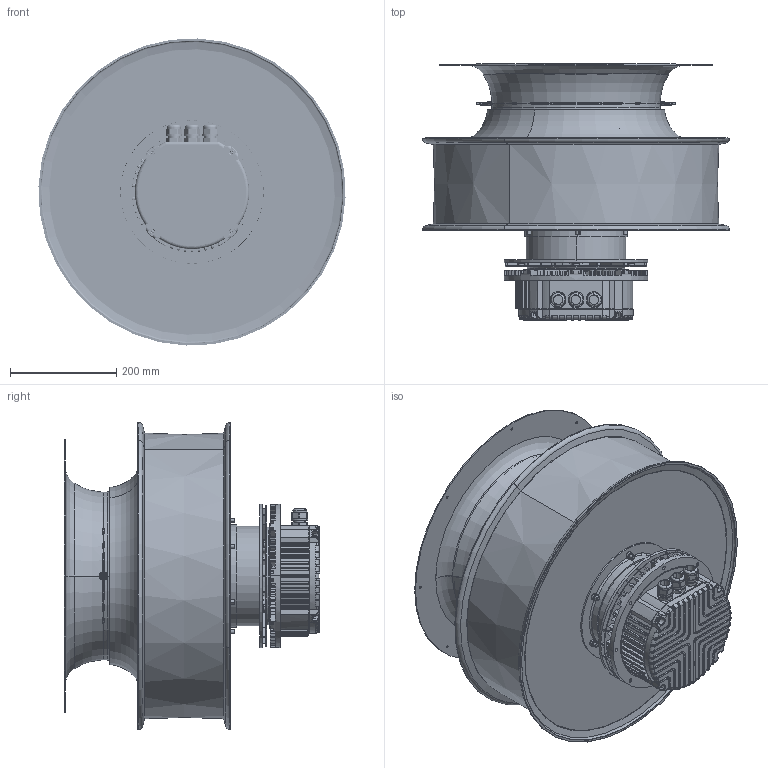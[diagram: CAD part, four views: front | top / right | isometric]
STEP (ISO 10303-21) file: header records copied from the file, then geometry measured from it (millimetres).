
FILE_DESCRIPTION((''),'2;1');
FILE_NAME('1194461_ASM','2023-07-31T14:07:22',('mkulawiak'),(''),'CREO PARAMETRIC BY PTC INC, 2022014','CREO PARAMETRIC BY PTC INC, 2022014','');
FILE_SCHEMA(('CONFIG_CONTROL_DESIGN'));
Products named in the file (11): 1195819; 1172591; 1196434; 1196431; 1196430_ASM; 1171816; 1173619; 1173620; 1195167; 1111787; 1194461_ASM
Assembly tree (24 placements, depth 3):
  1194461_ASM
    1195819
    1196430_ASM
      1172591
      1196434
      1196431  x7
    1171816
    1173619  x2
    1173620  x2
    1195167  x6
    1111787  x2
Bounding box: 578.61 x 482 x 578.61 mm (x, y, z)
Volume: 44184931 mm3; surface area: 3311510.7 mm2
Topology: 29 solids, 44 shells, 3796 faces, 10862 edges, 6873 vertices
Faces by surface type: plane 1578, cylinder 1302, torus 358, cone 234, sphere 178, bspline 90, extrusion 56
Entity records: 109709 total; most frequent: CARTESIAN_POINT 30325, ORIENTED_EDGE 16968, DIRECTION 16573, EDGE_CURVE 8590, AXIS2_PLACEMENT_3D 6393, VERTEX_POINT 5513, VECTOR 3787, LINE 3779
